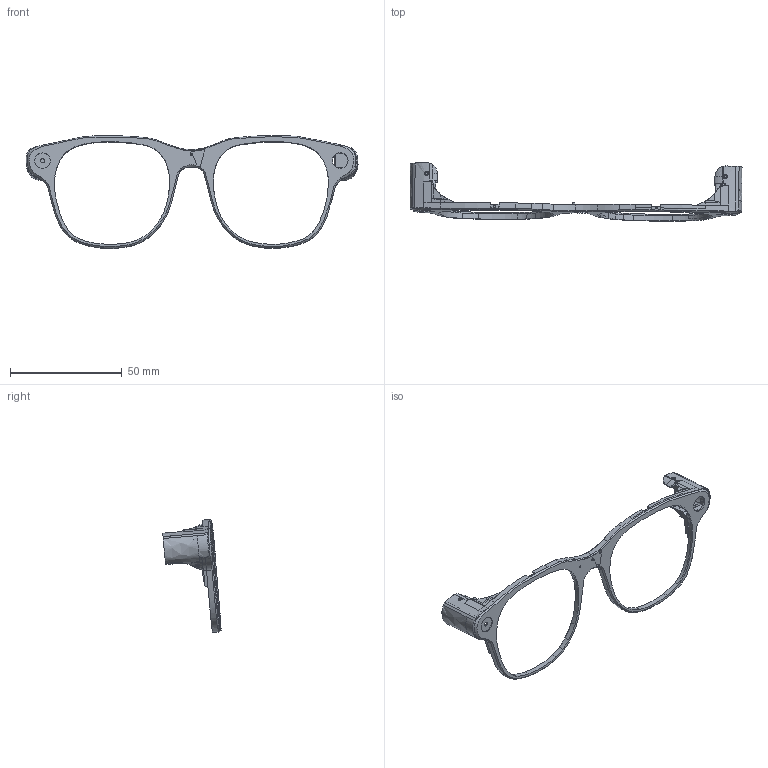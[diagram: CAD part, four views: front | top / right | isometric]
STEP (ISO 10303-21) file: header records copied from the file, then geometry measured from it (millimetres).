
FILE_DESCRIPTION(('FreeCAD Model'),'2;1');
FILE_NAME('Open CASCADE Shape Model','2026-01-08T21:49:42',('Author'),( ''),'Open CASCADE STEP processor 7.8','FreeCAD','Unknown');
FILE_SCHEMA(('AUTOMOTIVE_DESIGN { 1 0 10303 214 1 1 1 1 }'));
Length unit declared in the file: millimetre
Products named in the file (15): Unnamed; COMPOUND016; COMPOUND; COMPOUND001; COMPOUND002; COMPOUND003; COMPOUND004; COMPOUND005; COMPOUND006; COMPOUND007; COMPOUND009; COMPOUND010; COMPOUND013; COMPOUND014; COMPOUND015
Assembly tree (14 placements, depth 2):
  Unnamed
    COMPOUND016
    COMPOUND
    COMPOUND001
    COMPOUND002
    COMPOUND003
    COMPOUND004
    COMPOUND005
    COMPOUND006
    COMPOUND007
    COMPOUND009
    COMPOUND010
    COMPOUND013
    COMPOUND014
    COMPOUND015
Bounding box: 148.77 x 26.07 x 50.66 mm (x, y, z)
Volume: 5020.5 mm3; surface area: 8542.3 mm2
Topology: 14 solids, 15 shells, 603 faces, 1667 edges, 1099 vertices
Faces by surface type: bspline 265, plane 264, cylinder 71, cone 3
Full cylindrical faces by diameter (mm): 0.8 x1, 0.9 x13, 1 x14, 1.8 x4, 1.85 x1, 1.892 x1, 2 x2, 7 x3
Entity records: 41884 total; most frequent: CARTESIAN_POINT 28074, ORIENTED_EDGE 3330, DIRECTION 1838, EDGE_CURVE 1665, VERTEX_POINT 1099, LINE 760, VECTOR 760, B_SPLINE_CURVE_WITH_KNOTS 719
